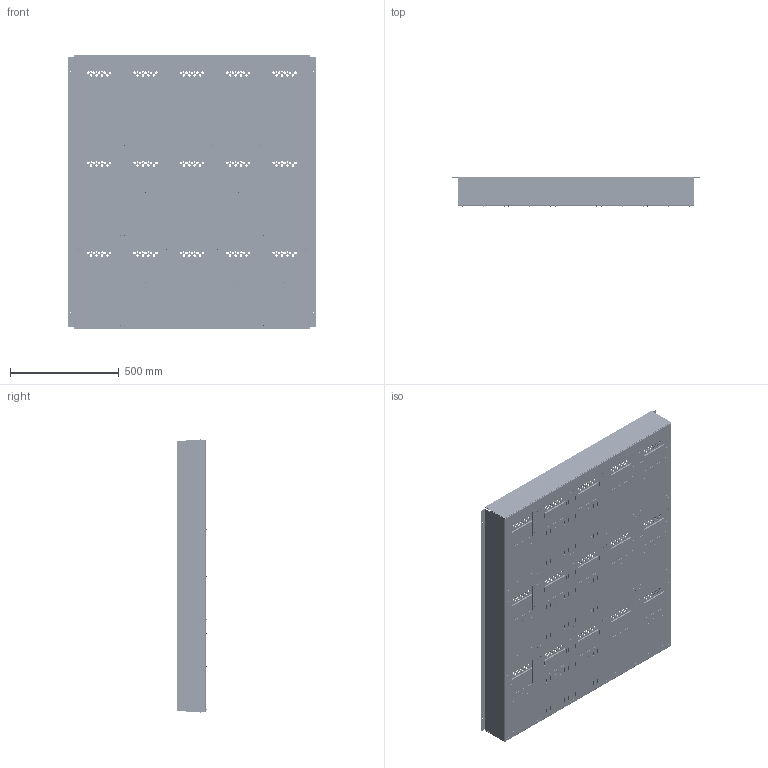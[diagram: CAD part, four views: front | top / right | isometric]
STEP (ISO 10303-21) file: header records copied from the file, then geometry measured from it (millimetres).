
FILE_DESCRIPTION (( 'STEP AP214' ), '1' );
FILE_NAME ('c_il186521-a_3d.STEP', '2019-10-02T14:35:47', ( '' ), ( '' ), 'SwSTEP 2.0', 'SolidWorks 2019', '' );
FILE_SCHEMA (( 'AUTOMOTIVE_DESIGN' ));
Length unit declared in the file: millimetre
Products named in the file (20): Meter board assembly; c_il186521-a_3d; Meter board; Meter box; Small screw; Separation profile
Assembly tree (243 placements, depth 3):
  c_il186521-a_3d
    Meter box
    Separation profile  x2
    Meter board assembly
      Meter board
      Small screw  x14
    Meter board assembly
      Meter board
      Small screw  x14
    Meter board assembly
      Meter board
      Small screw  x14
    Meter board assembly
      Meter board
      Small screw  x14
    Meter board assembly
      Meter board
      Small screw  x14
    Meter board assembly
      Meter board
      Small screw  x14
    Meter board assembly
      Meter board
      Small screw  x14
    Meter board assembly
      Meter board
      Small screw  x14
    Meter board assembly
      Meter board
      Small screw  x14
    Meter board assembly
      Meter board
      Small screw  x14
    Meter board assembly
      Meter board
      Small screw  x14
    Meter board assembly
      Meter board
      Small screw  x14
    Meter board assembly
      Meter board
      Small screw  x14
    Meter board assembly
      Meter board
      Small screw  x14
    Meter board assembly
      Meter board
      Small screw  x14
Bounding box: 1137 x 135.5 x 1259 mm (x, y, z)
Volume: 15147914.6 mm3; surface area: 6832972.2 mm2
Topology: 243 solids, 243 shells, 10910 faces, 26638 edges, 16604 vertices
Faces by surface type: plane 6270, torus 2520, cylinder 1700, cone 420
Entity records: 55137 total; most frequent: CARTESIAN_POINT 9468, ORIENTED_EDGE 9088, DIRECTION 8796, EDGE_CURVE 4544, LINE 3892, VECTOR 3892, VERTEX_POINT 3008, AXIS2_PLACEMENT_3D 2452
